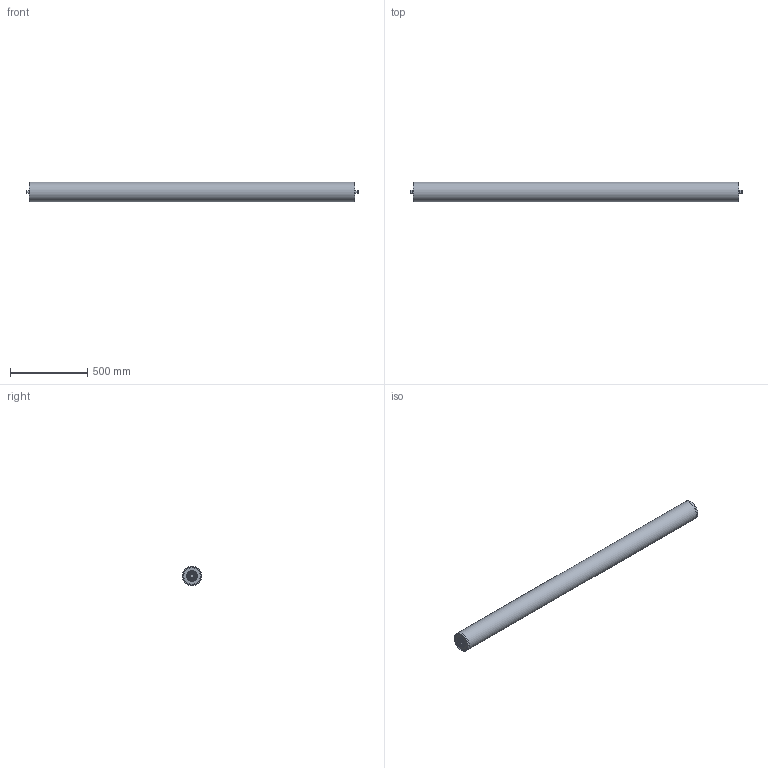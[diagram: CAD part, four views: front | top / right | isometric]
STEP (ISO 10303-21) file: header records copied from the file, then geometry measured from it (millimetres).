
FILE_DESCRIPTION(/* description */ ('RETURN IDLER-CONVEYOR FLAT RETURN IDLER-127-2110-25'),/* implementation_level */ '2;1');
FILE_NAME(/* name */ 'RETURN IDLER-CONVEYOR FLAT RETURN IDLER-127-2110-25.stp',/* time_stamp */ '2025-11-12T09:56:50+02:00',/* author */ ('danie'),/* organization */ ('INTAGREY'),/* preprocessor_version */ 'ST-DEVELOPER v20',/* originating_system */ 'Autodesk Inventor 2025',/* authorisation */ '');
FILE_SCHEMA (('AUTOMOTIVE_DESIGN { 1 0 10303 214 3 1 1 }'));
Length unit declared in the file: millimetre
Products named in the file (1): RETURN IDLER-CONVEYOR FLAT RETURN IDLER-127-2110-25
Bounding box: 2154 x 127 x 127 mm (x, y, z)
Volume: 4335683.1 mm3; surface area: 1997522.1 mm2
Topology: 46 solids, 46 shells, 323 faces, 664 edges, 433 vertices
Faces by surface type: plane 106, cylinder 101, torus 58, cone 34, sphere 24
Full cylindrical faces by diameter (mm): 24 x2, 25 x11, 25.02 x2, 26.48 x4, 26.5 x4, 29.5 x4, 30.5 x4, 32.494 x4, 32.5 x2, 32.9 x2, 33.9 x2, 35.9 x2, 36.1 x2, 38.3 x4, 39.009 x2, 39.84 x2, 40.5 x2, 41.9 x2, 44.1 x2, 44.299 x4, 44.32 x2, 45.019 x2, 46.3 x2, 48.5 x2, 50.7 x2, 50.72 x2, 51.8 x2, 51.98 x2, 52 x4, 57 x2
Entity records: 8607 total; most frequent: DIRECTION 1715, CARTESIAN_POINT 1373, ORIENTED_EDGE 1232, AXIS2_PLACEMENT_3D 775, EDGE_CURVE 616, CIRCLE 451, VERTEX_POINT 433, EDGE_LOOP 409
